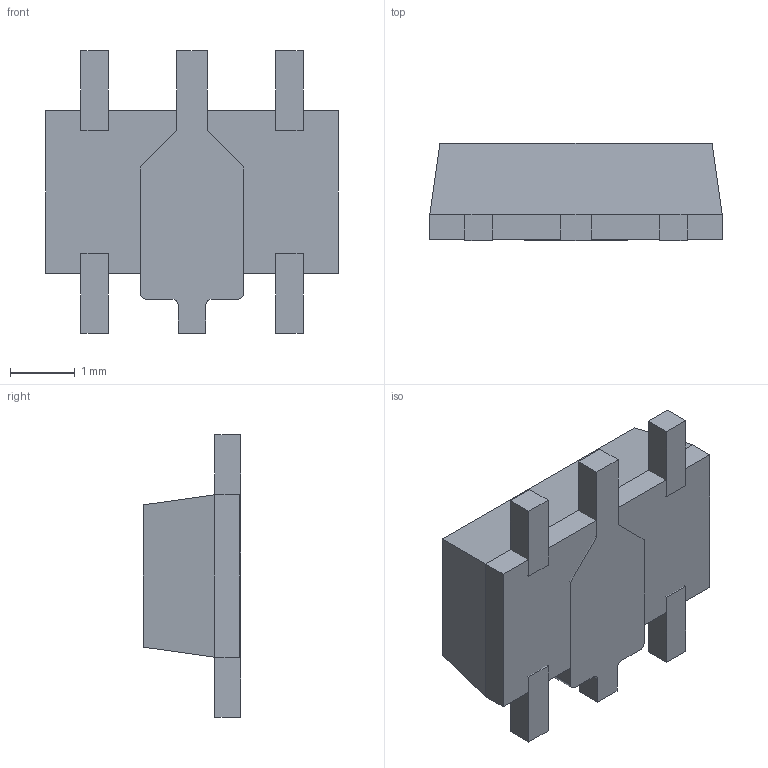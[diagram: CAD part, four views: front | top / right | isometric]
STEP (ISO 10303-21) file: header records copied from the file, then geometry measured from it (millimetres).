
FILE_DESCRIPTION (( 'STEP AP214' ), '1' );
FILE_NAME ('395C07A9-4C70-48D5-B552-CEC24DDB8BE7.STEP', '2024-02-15T11:50:34', ( '' ), ( '' ), 'SwSTEP 2.0', 'SolidWorks 2022', '' );
FILE_SCHEMA (( 'AUTOMOTIVE_DESIGN' ));
Length unit declared in the file: millimetre
Products named in the file (1): 395C07A9-4C70-48D5-B552-CEC24DDB8BE7
Bounding box: 4.5 x 1.5 x 4.35 mm (x, y, z)
Volume: 18.2 mm3; surface area: 64.2 mm2
Topology: 7 solids, 7 shells, 59 faces, 128 edges, 84 vertices
Faces by surface type: plane 51, cylinder 8
Entity records: 2323 total; most frequent: CARTESIAN_POINT 272, DIRECTION 264, ORIENTED_EDGE 256, EDGE_CURVE 128, VECTOR 112, LINE 112, VERTEX_POINT 84, AXIS2_PLACEMENT_3D 76
